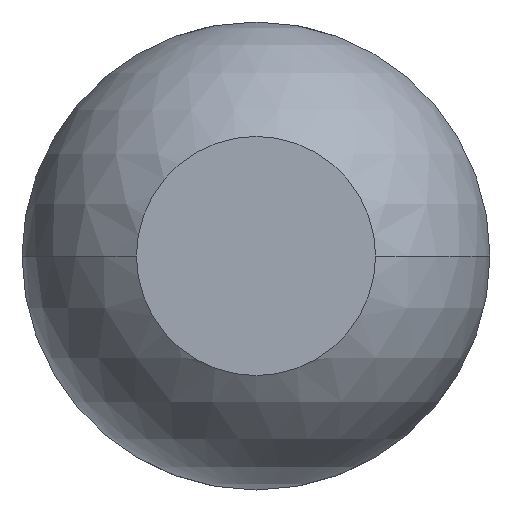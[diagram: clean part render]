
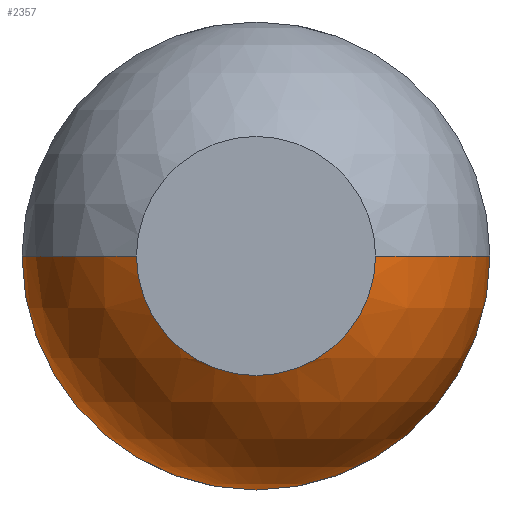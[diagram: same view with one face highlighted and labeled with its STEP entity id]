
A CAD part, front view. The second image highlights one B-rep face of the part: STEP entity #2357.
In plain terms, the highlighted spherical face has radius 0.685 mm.
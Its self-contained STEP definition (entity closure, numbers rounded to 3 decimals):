
#131 = CIRCLE ( 'NONE', #1151, 0.685 ) ;
#320 = SPHERICAL_SURFACE ( 'NONE', #1058, 0.685 ) ;
#329 = CARTESIAN_POINT ( 'NONE',  ( 0., -29.411, 0. ) ) ;
#336 = ORIENTED_EDGE ( 'NONE', *, *, #2426, .F. ) ;
#364 = CIRCLE ( 'NONE', #3155, 0.35 ) ;
#368 = CARTESIAN_POINT ( 'NONE',  ( 0., -30., 0. ) ) ;
#383 = DIRECTION ( 'NONE',  ( 0., 0., -1. ) ) ;
#490 = CIRCLE ( 'NONE', #3228, 0.685 ) ;
#506 = AXIS2_PLACEMENT_3D ( 'NONE', #329, #672, #3353 ) ;
#557 = VERTEX_POINT ( 'NONE', #2212 ) ;
#642 = VERTEX_POINT ( 'NONE', #1910 ) ;
#647 = DIRECTION ( 'NONE',  ( 1., 0., 0. ) ) ;
#672 = DIRECTION ( 'NONE',  ( 0., 0., 1. ) ) ;
#892 = CIRCLE ( 'NONE', #506, 0.685 ) ;
#1026 = DIRECTION ( 'NONE',  ( 0., -1., 0. ) ) ;
#1058 = AXIS2_PLACEMENT_3D ( 'NONE', #2306, #2654, #647 ) ;
#1061 = CARTESIAN_POINT ( 'NONE',  ( 0., -30., 0. ) ) ;
#1151 = AXIS2_PLACEMENT_3D ( 'NONE', #3480, #1154, #2185 ) ;
#1154 = DIRECTION ( 'NONE',  ( 0., 1., 0. ) ) ;
#1207 = DIRECTION ( 'NONE',  ( 0., 1., 0. ) ) ;
#1253 = EDGE_CURVE ( 'NONE', #1349, #1519, #892, .T. ) ;
#1349 = VERTEX_POINT ( 'NONE', #1841 ) ;
#1466 = VERTEX_POINT ( 'NONE', #2648 ) ;
#1471 = EDGE_CURVE ( 'NONE', #642, #1466, #4253, .T. ) ;
#1480 = EDGE_LOOP ( 'NONE', ( #3878, #1997, #4192, #3879, #2711, #336 ) ) ;
#1519 = VERTEX_POINT ( 'NONE', #2960 ) ;
#1613 = CARTESIAN_POINT ( 'NONE',  ( 0., -29.411, 0. ) ) ;
#1841 = CARTESIAN_POINT ( 'NONE',  ( 0.35, -30., 0. ) ) ;
#1844 = EDGE_CURVE ( 'Defeature ausgef�hrt1_5+Defeature ausgef�hrt1_4+Defeature ausgef�hrt1_4+Defeature ausgef�hrt1_4', #557, #1466, #490, .T. ) ;
#1910 = CARTESIAN_POINT ( 'NONE',  ( -0.35, -30., 0. ) ) ;
#1968 = DIRECTION ( 'NONE',  ( -1., 0., 0. ) ) ;
#1997 = ORIENTED_EDGE ( 'NONE', *, *, #1471, .T. ) ;
#2185 = DIRECTION ( 'NONE',  ( 0., 0., 1. ) ) ;
#2212 = CARTESIAN_POINT ( 'NONE',  ( 0., -29.411, -0.685 ) ) ;
#2306 = CARTESIAN_POINT ( 'NONE',  ( 0., -29.411, 0. ) ) ;
#2318 = DIRECTION ( 'NONE',  ( 0., 0., -1. ) ) ;
#2334 = DIRECTION ( 'NONE',  ( 0., 0., -1. ) ) ;
#2357 = ADVANCED_FACE ( 'Defeature ausgef�hrt1_4', ( #2805 ), #320, .T. ) ;
#2411 = AXIS2_PLACEMENT_3D ( 'NONE', #1061, #1026, #383 ) ;
#2426 = EDGE_CURVE ( 'Defeature ausgef�hrt1_11+Defeature ausgef�hrt1_4+Defeature ausgef�hrt1_4+Defeature ausgef�hrt1_4', #3193, #1349, #3739, .T. ) ;
#2648 = CARTESIAN_POINT ( 'NONE',  ( -0.685, -29.411, 0. ) ) ;
#2654 = DIRECTION ( 'NONE',  ( 0., 0., -1. ) ) ;
#2711 = ORIENTED_EDGE ( 'NONE', *, *, #1253, .F. ) ;
#2724 = CARTESIAN_POINT ( 'NONE',  ( 0., -30., -0.35 ) ) ;
#2805 = FACE_OUTER_BOUND ( 'NONE', #1480, .T. ) ;
#2819 = EDGE_CURVE ( 'Defeature ausgef�hrt1_5+Defeature ausgef�hrt1_4+Defeature ausgef�hrt1_4+Defeature ausgef�hrt1_4', #1519, #557, #131, .T. ) ;
#2892 = DIRECTION ( 'NONE',  ( 0., 0., 1. ) ) ;
#2959 = AXIS2_PLACEMENT_3D ( 'NONE', #1613, #2318, #1968 ) ;
#2960 = CARTESIAN_POINT ( 'NONE',  ( 0.685, -29.411, 0. ) ) ;
#3155 = AXIS2_PLACEMENT_3D ( 'NONE', #368, #4071, #2334 ) ;
#3193 = VERTEX_POINT ( 'NONE', #2724 ) ;
#3228 = AXIS2_PLACEMENT_3D ( 'NONE', #4202, #1207, #2892 ) ;
#3353 = DIRECTION ( 'NONE',  ( 1., 0., 0. ) ) ;
#3480 = CARTESIAN_POINT ( 'NONE',  ( 0., -29.411, 0. ) ) ;
#3739 = CIRCLE ( 'NONE', #2411, 0.35 ) ;
#3878 = ORIENTED_EDGE ( 'NONE', *, *, #4178, .F. ) ;
#3879 = ORIENTED_EDGE ( 'NONE', *, *, #2819, .F. ) ;
#4071 = DIRECTION ( 'NONE',  ( 0., -1., 0. ) ) ;
#4178 = EDGE_CURVE ( 'Defeature ausgef�hrt1_11+Defeature ausgef�hrt1_4+Defeature ausgef�hrt1_4+Defeature ausgef�hrt1_4', #642, #3193, #364, .T. ) ;
#4192 = ORIENTED_EDGE ( 'NONE', *, *, #1844, .F. ) ;
#4202 = CARTESIAN_POINT ( 'NONE',  ( 0., -29.411, 0. ) ) ;
#4253 = CIRCLE ( 'NONE', #2959, 0.685 ) ;
